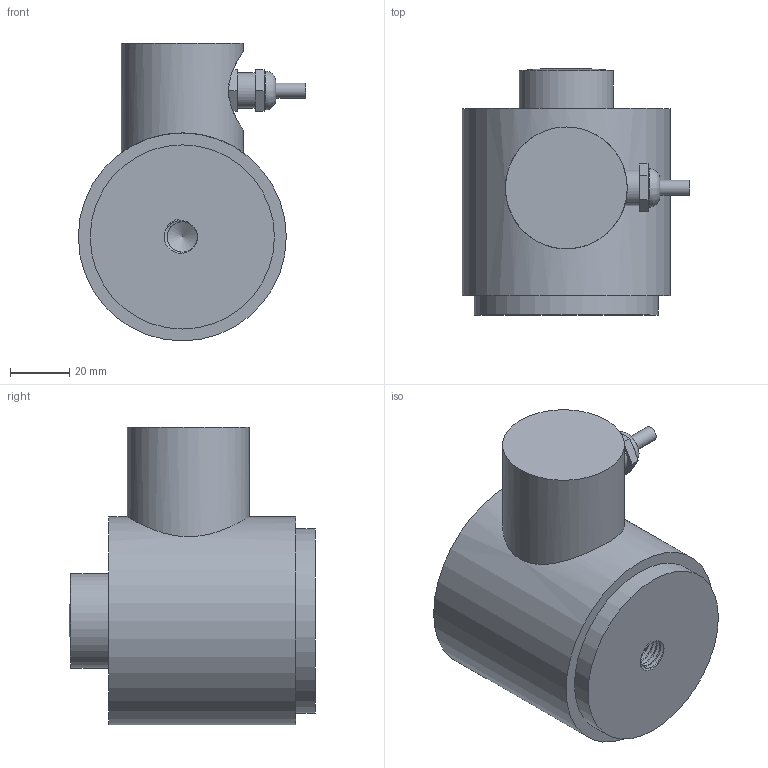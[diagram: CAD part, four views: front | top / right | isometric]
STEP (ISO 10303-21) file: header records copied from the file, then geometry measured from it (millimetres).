
FILE_DESCRIPTION(/* description */ (''),/* implementation_level */ '2;1');
FILE_NAME(/* name */ '106CS20-(10-25)t v2.step',/* time_stamp */ '2020-01-29T15:30:31-08:00',/* author */ (''),/* organization */ (''),/* preprocessor_version */ 'ST-DEVELOPER v18',/* originating_system */ 'Autodesk Translation Framework v8.12.0.6',/* authorisation */ '');
FILE_SCHEMA (('AUTOMOTIVE_DESIGN { 1 0 10303 214 3 1 1 }'));
Length unit declared in the file: millimetre
Products named in the file (2): 106CS20-(10-25)t; Connector
Assembly tree (1 placements, depth 2):
  106CS20-(10-25)t
    Connector
Bounding box: 76.53 x 82.89 x 100.25 mm (x, y, z)
Volume: 312939 mm3; surface area: 31181.2 mm2
Topology: 2 solids, 2 shells, 63 faces, 146 edges, 96 vertices
Faces by surface type: cylinder 32, plane 25, bspline 3, cone 2, sphere 1
Full cylindrical faces by diameter (mm): 5.1 x1, 10 x1, 10.274 x8, 12 x2, 12.226 x10, 13 x1, 26.6 x1, 31.75 x1, 41 x1, 62 x1, 70 x1
Entity records: 4317 total; most frequent: CARTESIAN_POINT 2909, ORIENTED_EDGE 288, DIRECTION 250, EDGE_CURVE 144, VERTEX_POINT 96, AXIS2_PLACEMENT_3D 91, EDGE_LOOP 74, LINE 68
